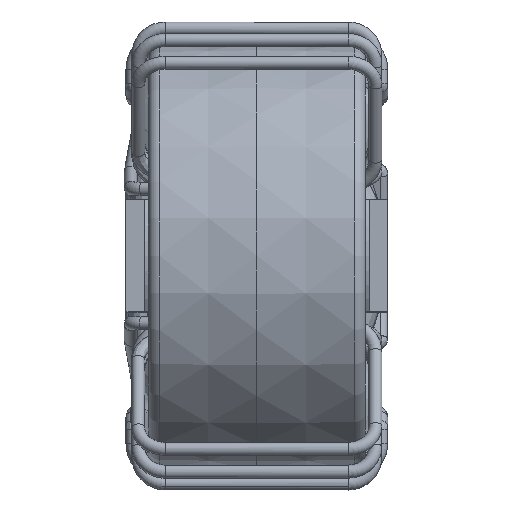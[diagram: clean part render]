
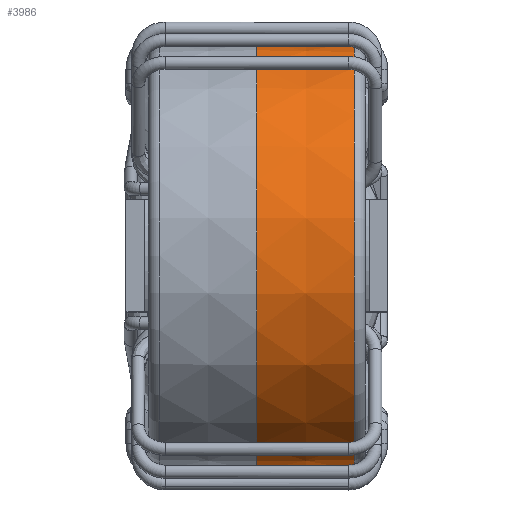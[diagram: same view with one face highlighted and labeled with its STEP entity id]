
A CAD part, top view. The second image highlights one B-rep face of the part: STEP entity #3986.
In plain terms, the highlighted conical face has half-angle 1 degrees and reference radius 5.827 mm.
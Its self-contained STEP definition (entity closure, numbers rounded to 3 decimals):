
#3986=ADVANCED_FACE('',(#7907,#7908),#7909,.T.);
#4010=EDGE_CURVE('',#7953,#7953,#7954,.T.);
#4018=EDGE_CURVE('',#7965,#7965,#7966,.T.);
#7907=FACE_OUTER_BOUND('',#20978,.T.);
#7908=FACE_BOUND('',#20979,.T.);
#7909=CONICAL_SURFACE('',#20980,5.827,0.017);
#7953=VERTEX_POINT('',#21027);
#7954=CIRCLE('',#21028,5.85);
#7965=VERTEX_POINT('',#21043);
#7966=CIRCLE('',#21044,5.805);
#20978=EDGE_LOOP('',(#26527));
#20979=EDGE_LOOP('',(#26528));
#20980=AXIS2_PLACEMENT_3D('',#26529,#26530,#26531);
#21027=CARTESIAN_POINT('',(2.25,0.85,8.763));
#21028=AXIS2_PLACEMENT_3D('',#26592,#26593,#26594);
#21043=CARTESIAN_POINT('',(4.855,-10.805,8.763));
#21044=AXIS2_PLACEMENT_3D('',#26604,#26605,#26606);
#26527=ORIENTED_EDGE('',*,*,#4010,.F.);
#26528=ORIENTED_EDGE('',*,*,#4018,.F.);
#26529=CARTESIAN_POINT('',(3.553,-5.0,8.763));
#26530=DIRECTION('',(-1.0,0.,0.));
#26531=DIRECTION('',(0.,-1.0,0.));
#26592=CARTESIAN_POINT('',(2.25,-5.0,8.763));
#26593=DIRECTION('',(-1.0,0.,0.));
#26594=DIRECTION('',(0.,1.0,0.));
#26604=CARTESIAN_POINT('',(4.855,-5.0,8.763));
#26605=DIRECTION('',(1.0,0.,0.));
#26606=DIRECTION('',(0.,-1.0,0.));
